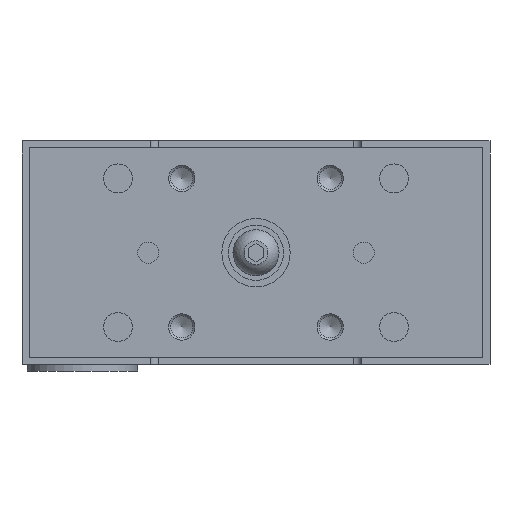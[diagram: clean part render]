
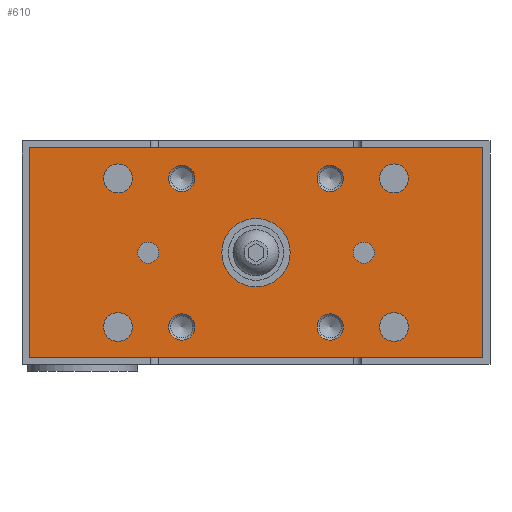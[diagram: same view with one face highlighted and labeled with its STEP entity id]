
A CAD part, left-side view. The second image highlights one B-rep face of the part: STEP entity #610.
In plain terms, the highlighted planar face has unit normal (-1, 0, 0).
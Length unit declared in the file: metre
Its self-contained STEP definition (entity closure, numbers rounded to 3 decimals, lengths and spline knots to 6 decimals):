
#610 = ADVANCED_FACE( '', ( #1587, #1588, #1589, #1590, #1591, #1592, #1593, #1594, #1595, #1596, #1597, #1598 ), #1599, .F. );
#1587 = FACE_BOUND( '', #3109, .T. );
#1588 = FACE_BOUND( '', #3110, .T. );
#1589 = FACE_BOUND( '', #3111, .T. );
#1590 = FACE_BOUND( '', #3112, .T. );
#1591 = FACE_BOUND( '', #3113, .T. );
#1592 = FACE_BOUND( '', #3114, .T. );
#1593 = FACE_BOUND( '', #3115, .T. );
#1594 = FACE_BOUND( '', #3116, .T. );
#1595 = FACE_BOUND( '', #3117, .T. );
#1596 = FACE_BOUND( '', #3118, .T. );
#1597 = FACE_BOUND( '', #3119, .T. );
#1598 = FACE_OUTER_BOUND( '', #3120, .T. );
#1599 = PLANE( '', #3121 );
#3109 = EDGE_LOOP( '', ( #4943 ) );
#3110 = EDGE_LOOP( '', ( #4944 ) );
#3111 = EDGE_LOOP( '', ( #4945 ) );
#3112 = EDGE_LOOP( '', ( #4946 ) );
#3113 = EDGE_LOOP( '', ( #4947 ) );
#3114 = EDGE_LOOP( '', ( #4948 ) );
#3115 = EDGE_LOOP( '', ( #4949 ) );
#3116 = EDGE_LOOP( '', ( #4950 ) );
#3117 = EDGE_LOOP( '', ( #4951 ) );
#3118 = EDGE_LOOP( '', ( #4952 ) );
#3119 = EDGE_LOOP( '', ( #4953 ) );
#3120 = EDGE_LOOP( '', ( #4954, #4955, #4956, #4957 ) );
#3121 = AXIS2_PLACEMENT_3D( '', #4958, #4959, #4960 );
#4943 = ORIENTED_EDGE( '', *, *, #7760, .T. );
#4944 = ORIENTED_EDGE( '', *, *, #7761, .T. );
#4945 = ORIENTED_EDGE( '', *, *, #7762, .F. );
#4946 = ORIENTED_EDGE( '', *, *, #7763, .F. );
#4947 = ORIENTED_EDGE( '', *, *, #7676, .T. );
#4948 = ORIENTED_EDGE( '', *, *, #7764, .T. );
#4949 = ORIENTED_EDGE( '', *, *, #7765, .T. );
#4950 = ORIENTED_EDGE( '', *, *, #7766, .T. );
#4951 = ORIENTED_EDGE( '', *, *, #7767, .T. );
#4952 = ORIENTED_EDGE( '', *, *, #7768, .T. );
#4953 = ORIENTED_EDGE( '', *, *, #7749, .T. );
#4954 = ORIENTED_EDGE( '', *, *, #7572, .T. );
#4955 = ORIENTED_EDGE( '', *, *, #7769, .T. );
#4956 = ORIENTED_EDGE( '', *, *, #7770, .T. );
#4957 = ORIENTED_EDGE( '', *, *, #7771, .T. );
#4958 = CARTESIAN_POINT( '', ( -0.037, 0.086, -0.0025 ) );
#4959 = DIRECTION( '', ( 1., 0., 0. ) );
#4960 = DIRECTION( '', ( 0., 0., 1. ) );
#7572 = EDGE_CURVE( '', #8845, #8843, #8846, .T. );
#7676 = EDGE_CURVE( '', #9016, #9016, #9017, .T. );
#7749 = EDGE_CURVE( '', #9133, #9133, #9134, .T. );
#7760 = EDGE_CURVE( '', #9152, #9152, #9153, .T. );
#7761 = EDGE_CURVE( '', #9154, #9154, #9155, .T. );
#7762 = EDGE_CURVE( '', #9156, #9156, #9157, .T. );
#7763 = EDGE_CURVE( '', #9158, #9158, #9159, .T. );
#7764 = EDGE_CURVE( '', #9160, #9160, #9161, .T. );
#7765 = EDGE_CURVE( '', #9162, #9162, #9163, .T. );
#7766 = EDGE_CURVE( '', #9164, #9164, #9165, .T. );
#7767 = EDGE_CURVE( '', #9166, #9166, #9167, .T. );
#7768 = EDGE_CURVE( '', #9168, #9168, #9169, .T. );
#7769 = EDGE_CURVE( '', #8843, #9170, #9171, .T. );
#7770 = EDGE_CURVE( '', #9170, #9172, #9173, .T. );
#7771 = EDGE_CURVE( '', #9172, #8845, #9174, .T. );
#8843 = VERTEX_POINT( '', #11051 );
#8845 = VERTEX_POINT( '', #11054 );
#8846 = LINE( '', #11055, #11056 );
#9016 = VERTEX_POINT( '', #11299 );
#9017 = CIRCLE( '', #11300, 0.005 );
#9133 = VERTEX_POINT( '', #11438 );
#9134 = CIRCLE( '', #11439, 0.004 );
#9152 = VERTEX_POINT( '', #11460 );
#9153 = CIRCLE( '', #11461, 0.013 );
#9154 = VERTEX_POINT( '', #11462 );
#9155 = CIRCLE( '', #11463, 0.005 );
#9156 = VERTEX_POINT( '', #11464 );
#9157 = CIRCLE( '', #11465, 0.005 );
#9158 = VERTEX_POINT( '', #11466 );
#9159 = CIRCLE( '', #11467, 0.005 );
#9160 = VERTEX_POINT( '', #11468 );
#9161 = CIRCLE( '', #11469, 0.0055 );
#9162 = VERTEX_POINT( '', #11470 );
#9163 = CIRCLE( '', #11471, 0.0055 );
#9164 = VERTEX_POINT( '', #11472 );
#9165 = CIRCLE( '', #11473, 0.0055 );
#9166 = VERTEX_POINT( '', #11474 );
#9167 = CIRCLE( '', #11475, 0.0055 );
#9168 = VERTEX_POINT( '', #11476 );
#9169 = CIRCLE( '', #11477, 0.004 );
#9170 = VERTEX_POINT( '', #11478 );
#9171 = LINE( '', #11479, #11480 );
#9172 = VERTEX_POINT( '', #11481 );
#9173 = LINE( '', #11482, #11483 );
#9174 = LINE( '', #11484, #11485 );
#11051 = CARTESIAN_POINT( '', ( -0.037, 0.086, -0.0825 ) );
#11054 = CARTESIAN_POINT( '', ( -0.037, 0.086, -0.0025 ) );
#11055 = CARTESIAN_POINT( '', ( -0.037, 0.086, -0.0025 ) );
#11056 = VECTOR( '', #13374, 1. );
#11299 = CARTESIAN_POINT( '', ( -0.037, -0.02325, -0.07075 ) );
#11300 = AXIS2_PLACEMENT_3D( '', #13530, #13531, #13532 );
#11438 = CARTESIAN_POINT( '', ( -0.037, -0.037, -0.0425 ) );
#11439 = AXIS2_PLACEMENT_3D( '', #13639, #13640, #13641 );
#11460 = CARTESIAN_POINT( '', ( -0.037, 0.013, -0.0425 ) );
#11461 = AXIS2_PLACEMENT_3D( '', #13660, #13661, #13662 );
#11462 = CARTESIAN_POINT( '', ( -0.037, 0.02325, -0.01425 ) );
#11463 = AXIS2_PLACEMENT_3D( '', #13663, #13664, #13665 );
#11464 = CARTESIAN_POINT( '', ( -0.037, -0.02325, -0.01425 ) );
#11465 = AXIS2_PLACEMENT_3D( '', #13666, #13667, #13668 );
#11466 = CARTESIAN_POINT( '', ( -0.037, 0.02325, -0.07075 ) );
#11467 = AXIS2_PLACEMENT_3D( '', #13669, #13670, #13671 );
#11468 = CARTESIAN_POINT( '', ( -0.037, 0.058, -0.01425 ) );
#11469 = AXIS2_PLACEMENT_3D( '', #13672, #13673, #13674 );
#11470 = CARTESIAN_POINT( '', ( -0.037, -0.047, -0.01425 ) );
#11471 = AXIS2_PLACEMENT_3D( '', #13675, #13676, #13677 );
#11472 = CARTESIAN_POINT( '', ( -0.037, 0.058, -0.07075 ) );
#11473 = AXIS2_PLACEMENT_3D( '', #13678, #13679, #13680 );
#11474 = CARTESIAN_POINT( '', ( -0.037, -0.047, -0.07075 ) );
#11475 = AXIS2_PLACEMENT_3D( '', #13681, #13682, #13683 );
#11476 = CARTESIAN_POINT( '', ( -0.037, 0.045, -0.0425 ) );
#11477 = AXIS2_PLACEMENT_3D( '', #13684, #13685, #13686 );
#11478 = CARTESIAN_POINT( '', ( -0.037, -0.086, -0.0825 ) );
#11479 = CARTESIAN_POINT( '', ( -0.037, 0.086, -0.0825 ) );
#11480 = VECTOR( '', #13687, 1. );
#11481 = CARTESIAN_POINT( '', ( -0.037, -0.086, -0.0025 ) );
#11482 = CARTESIAN_POINT( '', ( -0.037, -0.086, -0.0825 ) );
#11483 = VECTOR( '', #13688, 1. );
#11484 = CARTESIAN_POINT( '', ( -0.037, -0.086, -0.0025 ) );
#11485 = VECTOR( '', #13689, 1. );
#13374 = DIRECTION( '', ( 0., 0., -1. ) );
#13530 = CARTESIAN_POINT( '', ( -0.037, -0.02825, -0.07075 ) );
#13531 = DIRECTION( '', ( 1., 0., 0. ) );
#13532 = DIRECTION( '', ( 0., 1., 0. ) );
#13639 = CARTESIAN_POINT( '', ( -0.037, -0.041, -0.0425 ) );
#13640 = DIRECTION( '', ( 1., 0., 0. ) );
#13641 = DIRECTION( '', ( 0., 1., 0. ) );
#13660 = CARTESIAN_POINT( '', ( -0.037, 0., -0.0425 ) );
#13661 = DIRECTION( '', ( 1., 0., 0. ) );
#13662 = DIRECTION( '', ( 0., 1., 0. ) );
#13663 = CARTESIAN_POINT( '', ( -0.037, 0.02825, -0.01425 ) );
#13664 = DIRECTION( '', ( 1., 0., 0. ) );
#13665 = DIRECTION( '', ( 0., -1., 0. ) );
#13666 = CARTESIAN_POINT( '', ( -0.037, -0.02825, -0.01425 ) );
#13667 = DIRECTION( '', ( -1., 0., 0. ) );
#13668 = DIRECTION( '', ( 0., 1., 0. ) );
#13669 = CARTESIAN_POINT( '', ( -0.037, 0.02825, -0.07075 ) );
#13670 = DIRECTION( '', ( -1., 0., 0. ) );
#13671 = DIRECTION( '', ( 0., -1., 0. ) );
#13672 = CARTESIAN_POINT( '', ( -0.037, 0.0525, -0.01425 ) );
#13673 = DIRECTION( '', ( 1., 0., 0. ) );
#13674 = DIRECTION( '', ( 0., 1., 0. ) );
#13675 = CARTESIAN_POINT( '', ( -0.037, -0.0525, -0.01425 ) );
#13676 = DIRECTION( '', ( 1., 0., 0. ) );
#13677 = DIRECTION( '', ( 0., 1., 0. ) );
#13678 = CARTESIAN_POINT( '', ( -0.037, 0.0525, -0.07075 ) );
#13679 = DIRECTION( '', ( 1., 0., 0. ) );
#13680 = DIRECTION( '', ( 0., 1., 0. ) );
#13681 = CARTESIAN_POINT( '', ( -0.037, -0.0525, -0.07075 ) );
#13682 = DIRECTION( '', ( 1., 0., 0. ) );
#13683 = DIRECTION( '', ( 0., 1., 0. ) );
#13684 = CARTESIAN_POINT( '', ( -0.037, 0.041, -0.0425 ) );
#13685 = DIRECTION( '', ( 1., 0., 0. ) );
#13686 = DIRECTION( '', ( 0., 1., 0. ) );
#13687 = DIRECTION( '', ( 0., -1., 0. ) );
#13688 = DIRECTION( '', ( 0., 0., 1. ) );
#13689 = DIRECTION( '', ( 0., 1., 0. ) );
